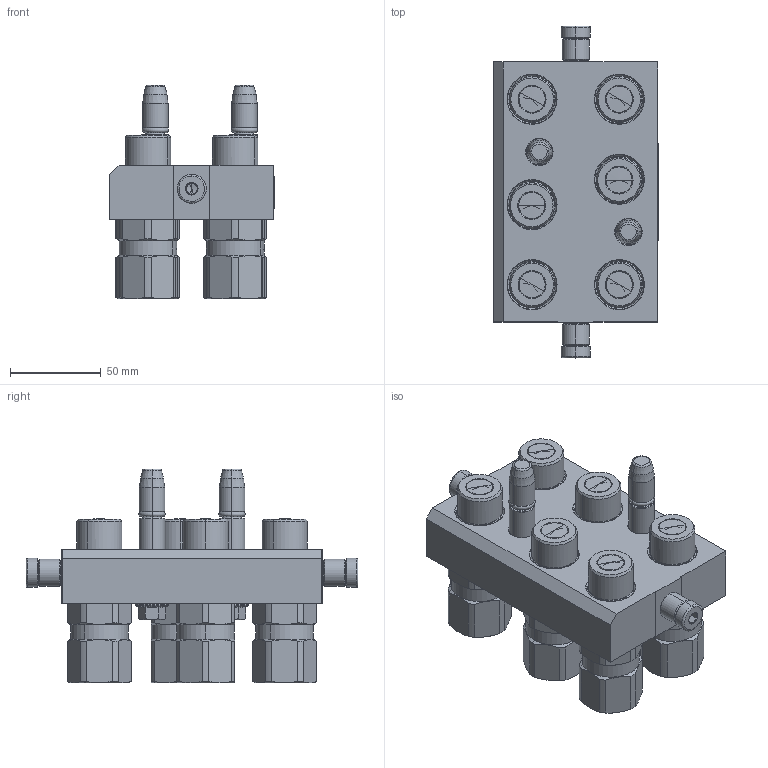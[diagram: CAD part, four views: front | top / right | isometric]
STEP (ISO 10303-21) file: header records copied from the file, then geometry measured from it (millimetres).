
FILE_DESCRIPTION (( 'STEP AP214' ), '1' );
FILE_NAME ('FASTER.step', '2026-02-06T07:39:45', ( '' ), ( '' ), 'SwSTEP 2.0', 'SolidWorks 2017', '' );
FILE_SCHEMA (( 'AUTOMOTIVE_DESIGN' ));
Length unit declared in the file: millimetre
Products named in the file (10): et002; 4850_010_0000_010; 4830_013_3000_030; 4830_021_0000_000; or2_62x9_19_m; 1540_080_0008_000; 4830_028_1000_011; 2ffnp12gas_m2v; P608_M_BASE; FASTER
Assembly tree (19 placements, depth 3):
  FASTER
    P608_M_BASE
      4850_010_0000_010
      4830_021_0000_000  x2
      4830_013_3000_030  x2
      4830_028_1000_011  x2
      1540_080_0008_000  x2
      or2_62x9_19_m  x2
    2ffnp12gas_m2v  x6
    et002
Bounding box: 90.3 x 182.6 x 117.6 mm (x, y, z)
Volume: 205550.7 mm3; surface area: 201059.7 mm2
Topology: 11 solids, 34 shells, 3363 faces, 8837 edges, 5694 vertices
Faces by surface type: plane 1632, cone 636, cylinder 605, bspline 422, torus 68
Entity records: 57490 total; most frequent: CARTESIAN_POINT 16934, ORIENTED_EDGE 8436, DIRECTION 7795, EDGE_CURVE 4257, LINE 3089, VECTOR 3089, VERTEX_POINT 2775, AXIS2_PLACEMENT_3D 2353
